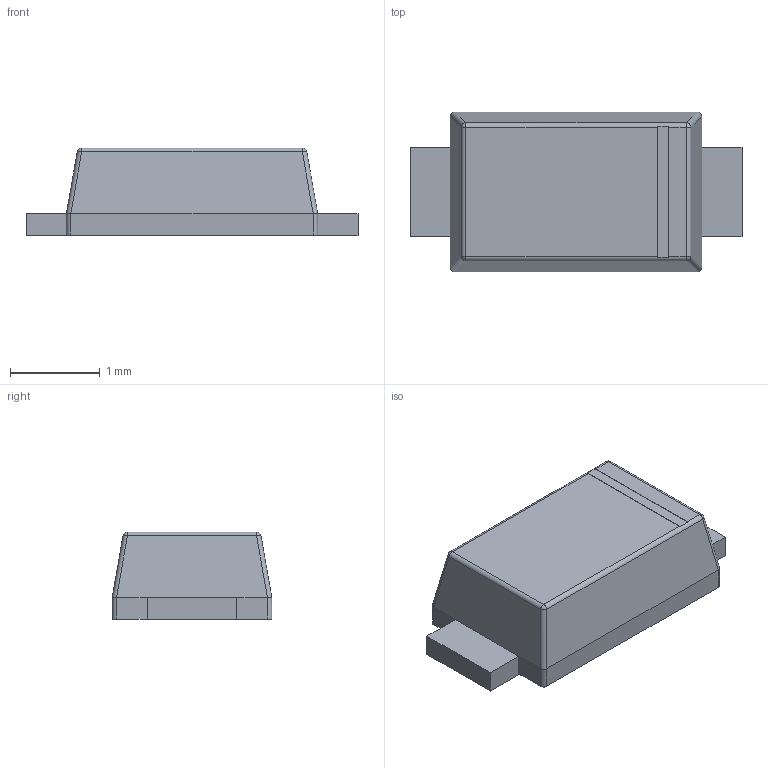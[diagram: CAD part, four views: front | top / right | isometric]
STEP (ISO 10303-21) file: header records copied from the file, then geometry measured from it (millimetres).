
FILE_DESCRIPTION (( 'STEP AP214' ), '1' );
FILE_NAME ('POWERDI123_L2.8-W1.8-LS3.7-FD.STEP', '2021-10-16T06:40:17', ( '' ), ( '' ), 'SwSTEP 2.0', 'SolidWorks 2018', '' );
FILE_SCHEMA (( 'AUTOMOTIVE_DESIGN' ));
Length unit declared in the file: millimetre
Products named in the file (1): POWERDI123_L2.8-W1.8-LS3.7-FD
Bounding box: 3.7 x 1.78 x 0.98 mm (x, y, z)
Volume: 4.6 mm3; surface area: 19.6 mm2
Topology: 1 solids, 1 shells, 103 faces, 266 edges, 172 vertices
Faces by surface type: plane 73, bspline 14, cylinder 12, sphere 4
Entity records: 4939 total; most frequent: CARTESIAN_POINT 1376, ORIENTED_EDGE 532, DIRECTION 426, EDGE_CURVE 266, VECTOR 206, LINE 206, VERTEX_POINT 172, AXIS2_PLACEMENT_3D 110
